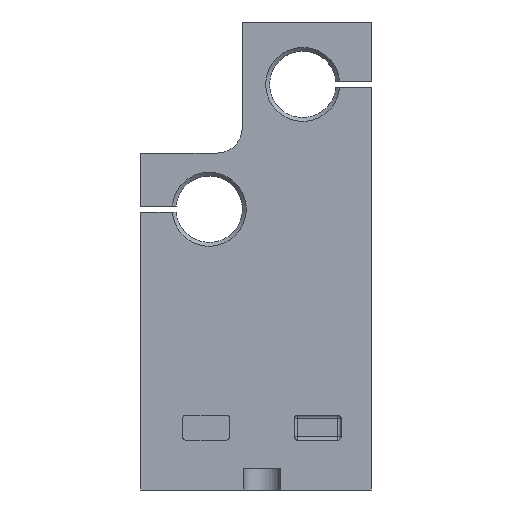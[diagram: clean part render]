
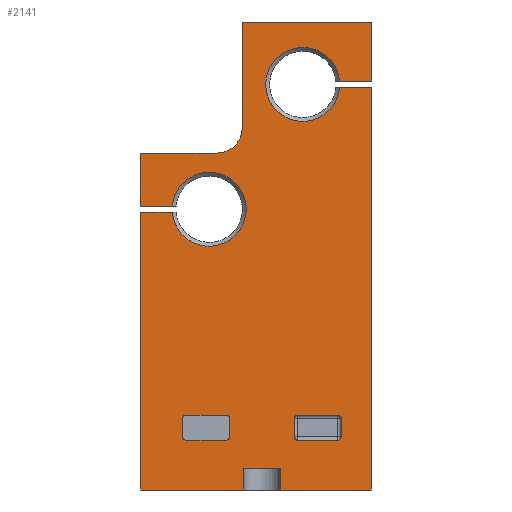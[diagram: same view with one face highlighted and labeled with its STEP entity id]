
A CAD part, front view. The second image highlights one B-rep face of the part: STEP entity #2141.
In plain terms, the highlighted planar face has unit normal (0, -1, 0).
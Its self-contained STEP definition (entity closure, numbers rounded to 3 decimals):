
#89=CIRCLE('',#2242,0.5);
#90=CIRCLE('',#2243,0.5);
#91=CIRCLE('',#2244,0.5);
#92=CIRCLE('',#2245,0.5);
#93=CIRCLE('',#2246,0.5);
#94=CIRCLE('',#2247,0.5);
#95=CIRCLE('',#2248,0.5);
#96=CIRCLE('',#2249,0.5);
#97=CIRCLE('',#2250,5.925);
#98=CIRCLE('',#2251,5.925);
#99=CIRCLE('',#2252,4.);
#175=ORIENTED_EDGE('',*,*,#597,.F.);
#176=ORIENTED_EDGE('',*,*,#598,.T.);
#177=ORIENTED_EDGE('',*,*,#599,.F.);
#178=ORIENTED_EDGE('',*,*,#600,.T.);
#179=ORIENTED_EDGE('',*,*,#601,.F.);
#180=ORIENTED_EDGE('',*,*,#602,.T.);
#181=ORIENTED_EDGE('',*,*,#603,.F.);
#182=ORIENTED_EDGE('',*,*,#604,.T.);
#183=ORIENTED_EDGE('',*,*,#605,.T.);
#184=ORIENTED_EDGE('',*,*,#606,.T.);
#185=ORIENTED_EDGE('',*,*,#607,.T.);
#186=ORIENTED_EDGE('',*,*,#608,.T.);
#187=ORIENTED_EDGE('',*,*,#609,.T.);
#188=ORIENTED_EDGE('',*,*,#610,.T.);
#189=ORIENTED_EDGE('',*,*,#611,.T.);
#190=ORIENTED_EDGE('',*,*,#612,.T.);
#191=ORIENTED_EDGE('',*,*,#613,.F.);
#192=ORIENTED_EDGE('',*,*,#614,.T.);
#193=ORIENTED_EDGE('',*,*,#615,.T.);
#194=ORIENTED_EDGE('',*,*,#616,.T.);
#195=ORIENTED_EDGE('',*,*,#617,.T.);
#196=ORIENTED_EDGE('',*,*,#618,.F.);
#197=ORIENTED_EDGE('',*,*,#619,.F.);
#198=ORIENTED_EDGE('',*,*,#620,.T.);
#199=ORIENTED_EDGE('',*,*,#621,.T.);
#200=ORIENTED_EDGE('',*,*,#622,.T.);
#201=ORIENTED_EDGE('',*,*,#623,.F.);
#202=ORIENTED_EDGE('',*,*,#624,.T.);
#203=ORIENTED_EDGE('',*,*,#625,.T.);
#204=ORIENTED_EDGE('',*,*,#626,.T.);
#205=ORIENTED_EDGE('',*,*,#627,.T.);
#206=ORIENTED_EDGE('',*,*,#628,.F.);
#207=ORIENTED_EDGE('',*,*,#629,.T.);
#208=ORIENTED_EDGE('',*,*,#630,.T.);
#209=ORIENTED_EDGE('',*,*,#631,.T.);
#597=EDGE_CURVE('',#808,#809,#947,.T.);
#598=EDGE_CURVE('',#808,#810,#89,.F.);
#599=EDGE_CURVE('',#811,#810,#948,.T.);
#600=EDGE_CURVE('',#811,#812,#90,.F.);
#601=EDGE_CURVE('',#813,#812,#949,.T.);
#602=EDGE_CURVE('',#813,#814,#91,.F.);
#603=EDGE_CURVE('',#815,#814,#950,.T.);
#604=EDGE_CURVE('',#815,#809,#92,.F.);
#605=EDGE_CURVE('',#816,#817,#951,.T.);
#606=EDGE_CURVE('',#817,#818,#93,.F.);
#607=EDGE_CURVE('',#818,#819,#952,.T.);
#608=EDGE_CURVE('',#819,#820,#94,.F.);
#609=EDGE_CURVE('',#820,#821,#953,.T.);
#610=EDGE_CURVE('',#821,#822,#95,.F.);
#611=EDGE_CURVE('',#822,#823,#954,.T.);
#612=EDGE_CURVE('',#823,#816,#96,.F.);
#613=EDGE_CURVE('',#824,#825,#955,.T.);
#614=EDGE_CURVE('',#824,#826,#97,.F.);
#615=EDGE_CURVE('',#826,#827,#956,.T.);
#616=EDGE_CURVE('',#827,#828,#957,.T.);
#617=EDGE_CURVE('',#828,#829,#958,.T.);
#618=EDGE_CURVE('',#830,#829,#959,.T.);
#619=EDGE_CURVE('',#831,#830,#960,.T.);
#620=EDGE_CURVE('',#831,#832,#961,.T.);
#621=EDGE_CURVE('',#832,#833,#962,.T.);
#622=EDGE_CURVE('',#833,#834,#963,.T.);
#623=EDGE_CURVE('',#835,#834,#964,.T.);
#624=EDGE_CURVE('',#835,#836,#98,.F.);
#625=EDGE_CURVE('',#836,#837,#965,.T.);
#626=EDGE_CURVE('',#837,#838,#966,.T.);
#627=EDGE_CURVE('',#838,#839,#967,.T.);
#628=EDGE_CURVE('',#840,#839,#968,.T.);
#629=EDGE_CURVE('',#840,#841,#99,.F.);
#630=EDGE_CURVE('',#841,#842,#969,.T.);
#631=EDGE_CURVE('',#842,#825,#970,.T.);
#808=VERTEX_POINT('',#2909);
#809=VERTEX_POINT('',#2910);
#810=VERTEX_POINT('',#2912);
#811=VERTEX_POINT('',#2914);
#812=VERTEX_POINT('',#2916);
#813=VERTEX_POINT('',#2918);
#814=VERTEX_POINT('',#2920);
#815=VERTEX_POINT('',#2922);
#816=VERTEX_POINT('',#2925);
#817=VERTEX_POINT('',#2926);
#818=VERTEX_POINT('',#2928);
#819=VERTEX_POINT('',#2930);
#820=VERTEX_POINT('',#2932);
#821=VERTEX_POINT('',#2934);
#822=VERTEX_POINT('',#2936);
#823=VERTEX_POINT('',#2938);
#824=VERTEX_POINT('',#2941);
#825=VERTEX_POINT('',#2942);
#826=VERTEX_POINT('',#2944);
#827=VERTEX_POINT('',#2946);
#828=VERTEX_POINT('',#2948);
#829=VERTEX_POINT('',#2950);
#830=VERTEX_POINT('',#2952);
#831=VERTEX_POINT('',#2954);
#832=VERTEX_POINT('',#2956);
#833=VERTEX_POINT('',#2958);
#834=VERTEX_POINT('',#2960);
#835=VERTEX_POINT('',#2962);
#836=VERTEX_POINT('',#2964);
#837=VERTEX_POINT('',#2966);
#838=VERTEX_POINT('',#2968);
#839=VERTEX_POINT('',#2970);
#840=VERTEX_POINT('',#2972);
#841=VERTEX_POINT('',#2974);
#842=VERTEX_POINT('',#2976);
#947=LINE('',#2908,#1067);
#948=LINE('',#2913,#1068);
#949=LINE('',#2917,#1069);
#950=LINE('',#2921,#1070);
#951=LINE('',#2924,#1071);
#952=LINE('',#2929,#1072);
#953=LINE('',#2933,#1073);
#954=LINE('',#2937,#1074);
#955=LINE('',#2940,#1075);
#956=LINE('',#2945,#1076);
#957=LINE('',#2947,#1077);
#958=LINE('',#2949,#1078);
#959=LINE('',#2951,#1079);
#960=LINE('',#2953,#1080);
#961=LINE('',#2955,#1081);
#962=LINE('',#2957,#1082);
#963=LINE('',#2959,#1083);
#964=LINE('',#2961,#1084);
#965=LINE('',#2965,#1085);
#966=LINE('',#2967,#1086);
#967=LINE('',#2969,#1087);
#968=LINE('',#2971,#1088);
#969=LINE('',#2975,#1089);
#970=LINE('',#2977,#1090);
#1067=VECTOR('',#2426,1000.);
#1068=VECTOR('',#2429,1000.);
#1069=VECTOR('',#2432,1000.);
#1070=VECTOR('',#2435,1000.);
#1071=VECTOR('',#2438,1000.);
#1072=VECTOR('',#2441,1000.);
#1073=VECTOR('',#2444,1000.);
#1074=VECTOR('',#2447,1000.);
#1075=VECTOR('',#2450,1000.);
#1076=VECTOR('',#2453,1000.);
#1077=VECTOR('',#2454,1000.);
#1078=VECTOR('',#2455,1000.);
#1079=VECTOR('',#2456,1000.);
#1080=VECTOR('',#2457,1000.);
#1081=VECTOR('',#2458,1000.);
#1082=VECTOR('',#2459,1000.);
#1083=VECTOR('',#2460,1000.);
#1084=VECTOR('',#2461,1000.);
#1085=VECTOR('',#2464,1000.);
#1086=VECTOR('',#2465,1000.);
#1087=VECTOR('',#2466,1000.);
#1088=VECTOR('',#2467,1000.);
#1089=VECTOR('',#2470,1000.);
#1090=VECTOR('',#2471,1000.);
#1187=EDGE_LOOP('',(#175,#176,#177,#178,#179,#180,#181,#182));
#1188=EDGE_LOOP('',(#183,#184,#185,#186,#187,#188,#189,#190));
#1189=EDGE_LOOP('',(#191,#192,#193,#194,#195,#196,#197,#198,#199,#200,#201,
#202,#203,#204,#205,#206,#207,#208,#209));
#1311=FACE_BOUND('',#1187,.T.);
#1312=FACE_BOUND('',#1188,.T.);
#1313=FACE_BOUND('',#1189,.T.);
#1439=PLANE('',#2241);
#2141=ADVANCED_FACE('',(#1311,#1312,#1313),#1439,.T.);
#2241=AXIS2_PLACEMENT_3D('',#2907,#2424,#2425);
#2242=AXIS2_PLACEMENT_3D('',#2911,#2427,#2428);
#2243=AXIS2_PLACEMENT_3D('',#2915,#2430,#2431);
#2244=AXIS2_PLACEMENT_3D('',#2919,#2433,#2434);
#2245=AXIS2_PLACEMENT_3D('',#2923,#2436,#2437);
#2246=AXIS2_PLACEMENT_3D('',#2927,#2439,#2440);
#2247=AXIS2_PLACEMENT_3D('',#2931,#2442,#2443);
#2248=AXIS2_PLACEMENT_3D('',#2935,#2445,#2446);
#2249=AXIS2_PLACEMENT_3D('',#2939,#2448,#2449);
#2250=AXIS2_PLACEMENT_3D('',#2943,#2451,#2452);
#2251=AXIS2_PLACEMENT_3D('',#2963,#2462,#2463);
#2252=AXIS2_PLACEMENT_3D('',#2973,#2468,#2469);
#2424=DIRECTION('',(0.,-1.,0.));
#2425=DIRECTION('',(0.,0.,-1.));
#2426=DIRECTION('',(0.,0.,1.));
#2427=DIRECTION('',(0.,-1.,0.));
#2428=DIRECTION('',(0.,0.,-1.));
#2429=DIRECTION('',(1.,0.,0.));
#2430=DIRECTION('',(0.,-1.,0.));
#2431=DIRECTION('',(0.,0.,-1.));
#2432=DIRECTION('',(0.,0.,-1.));
#2433=DIRECTION('',(0.,-1.,0.));
#2434=DIRECTION('',(0.,0.,-1.));
#2435=DIRECTION('',(-1.,0.,0.));
#2436=DIRECTION('',(0.,-1.,0.));
#2437=DIRECTION('',(0.,0.,-1.));
#2438=DIRECTION('',(0.,0.,1.));
#2439=DIRECTION('',(0.,-1.,0.));
#2440=DIRECTION('',(0.,0.,-1.));
#2441=DIRECTION('',(1.,0.,0.));
#2442=DIRECTION('',(0.,-1.,0.));
#2443=DIRECTION('',(0.,0.,-1.));
#2444=DIRECTION('',(0.,0.,-1.));
#2445=DIRECTION('',(0.,-1.,0.));
#2446=DIRECTION('',(0.,0.,-1.));
#2447=DIRECTION('',(-1.,0.,0.));
#2448=DIRECTION('',(0.,-1.,0.));
#2449=DIRECTION('',(0.,0.,-1.));
#2450=DIRECTION('',(-1.,0.,0.));
#2451=DIRECTION('',(0.,-1.,0.));
#2452=DIRECTION('',(0.,0.,-1.));
#2453=DIRECTION('',(-1.,0.,0.));
#2454=DIRECTION('',(0.,0.,-1.));
#2455=DIRECTION('',(1.,0.,0.));
#2456=DIRECTION('',(0.,0.,-1.));
#2457=DIRECTION('',(-1.,0.,0.));
#2458=DIRECTION('',(0.,0.,-1.));
#2459=DIRECTION('',(1.,0.,0.));
#2460=DIRECTION('',(0.,0.,1.));
#2461=DIRECTION('',(1.,0.,0.));
#2462=DIRECTION('',(0.,-1.,0.));
#2463=DIRECTION('',(0.,0.,-1.));
#2464=DIRECTION('',(1.,0.,0.));
#2465=DIRECTION('',(0.,0.,1.));
#2466=DIRECTION('',(-1.,0.,0.));
#2467=DIRECTION('',(0.,0.,1.));
#2468=DIRECTION('',(0.,-1.,0.));
#2469=DIRECTION('',(0.,0.,-1.));
#2470=DIRECTION('',(-1.,0.,0.));
#2471=DIRECTION('',(0.,0.,-1.));
#2907=CARTESIAN_POINT('',(0.,-11.,0.));
#2908=CARTESIAN_POINT('',(12.637,-11.,-17.));
#2909=CARTESIAN_POINT('',(12.637,-11.,-41.5));
#2910=CARTESIAN_POINT('',(12.637,-11.,-38.5));
#2911=CARTESIAN_POINT('',(12.137,-11.,-41.5));
#2912=CARTESIAN_POINT('',(12.137,-11.,-42.));
#2913=CARTESIAN_POINT('',(5.137,-11.,-42.));
#2914=CARTESIAN_POINT('',(5.637,-11.,-42.));
#2915=CARTESIAN_POINT('',(5.637,-11.,-41.5));
#2916=CARTESIAN_POINT('',(5.137,-11.,-41.5));
#2917=CARTESIAN_POINT('',(5.137,-11.,-13.));
#2918=CARTESIAN_POINT('',(5.137,-11.,-38.5));
#2919=CARTESIAN_POINT('',(5.637,-11.,-38.5));
#2920=CARTESIAN_POINT('',(5.637,-11.,-38.));
#2921=CARTESIAN_POINT('',(12.637,-11.,-38.));
#2922=CARTESIAN_POINT('',(12.137,-11.,-38.));
#2923=CARTESIAN_POINT('',(12.137,-11.,-38.5));
#2924=CARTESIAN_POINT('',(-12.75,-11.,-17.));
#2925=CARTESIAN_POINT('',(-12.75,-11.,-41.5));
#2926=CARTESIAN_POINT('',(-12.75,-11.,-38.5));
#2927=CARTESIAN_POINT('',(-12.25,-11.,-38.5));
#2928=CARTESIAN_POINT('',(-12.25,-11.,-38.));
#2929=CARTESIAN_POINT('',(-12.75,-11.,-38.));
#2930=CARTESIAN_POINT('',(-5.75,-11.,-38.));
#2931=CARTESIAN_POINT('',(-5.75,-11.,-38.5));
#2932=CARTESIAN_POINT('',(-5.25,-11.,-38.5));
#2933=CARTESIAN_POINT('',(-5.25,-11.,-13.));
#2934=CARTESIAN_POINT('',(-5.25,-11.,-41.5));
#2935=CARTESIAN_POINT('',(-5.75,-11.,-41.5));
#2936=CARTESIAN_POINT('',(-5.75,-11.,-42.));
#2937=CARTESIAN_POINT('',(-9.,-11.,-42.));
#2938=CARTESIAN_POINT('',(-12.25,-11.,-42.));
#2939=CARTESIAN_POINT('',(-12.25,-11.,-41.5));
#2940=CARTESIAN_POINT('',(-9.687,-11.,-4.5));
#2941=CARTESIAN_POINT('',(-14.404,-11.,-4.5));
#2942=CARTESIAN_POINT('',(-19.5,-11.,-4.5));
#2943=CARTESIAN_POINT('',(-8.5,-11.,-5.));
#2944=CARTESIAN_POINT('',(-14.404,-11.,-5.5));
#2945=CARTESIAN_POINT('',(-9.687,-11.,-5.5));
#2946=CARTESIAN_POINT('',(-19.5,-11.,-5.5));
#2947=CARTESIAN_POINT('',(-19.5,-11.,22.5));
#2948=CARTESIAN_POINT('',(-19.5,-11.,-50.));
#2949=CARTESIAN_POINT('',(-17.5,-11.,-50.));
#2950=CARTESIAN_POINT('',(-3.,-11.,-50.));
#2951=CARTESIAN_POINT('',(-3.,-11.,-23.25));
#2952=CARTESIAN_POINT('',(-3.,-11.,-46.5));
#2953=CARTESIAN_POINT('',(0.,-11.,-46.5));
#2954=CARTESIAN_POINT('',(3.,-11.,-46.5));
#2955=CARTESIAN_POINT('',(3.,-11.,-23.25));
#2956=CARTESIAN_POINT('',(3.,-11.,-50.));
#2957=CARTESIAN_POINT('',(-17.5,-11.,-50.));
#2958=CARTESIAN_POINT('',(17.5,-11.,-50.));
#2959=CARTESIAN_POINT('',(17.5,-11.,-22.5));
#2960=CARTESIAN_POINT('',(17.5,-11.,14.5));
#2961=CARTESIAN_POINT('',(7.539,-11.,14.5));
#2962=CARTESIAN_POINT('',(12.404,-11.,14.5));
#2963=CARTESIAN_POINT('',(6.5,-11.,15.));
#2964=CARTESIAN_POINT('',(12.404,-11.,15.5));
#2965=CARTESIAN_POINT('',(7.539,-11.,15.5));
#2966=CARTESIAN_POINT('',(17.5,-11.,15.5));
#2967=CARTESIAN_POINT('',(17.5,-11.,-22.5));
#2968=CARTESIAN_POINT('',(17.5,-11.,25.));
#2969=CARTESIAN_POINT('',(17.5,-11.,25.));
#2970=CARTESIAN_POINT('',(-3.221,-11.,25.));
#2971=CARTESIAN_POINT('',(-3.221,-11.,10.));
#2972=CARTESIAN_POINT('',(-3.221,-11.,8.));
#2973=CARTESIAN_POINT('',(-7.221,-11.,8.));
#2974=CARTESIAN_POINT('',(-7.221,-11.,4.));
#2975=CARTESIAN_POINT('',(0.,-11.,4.));
#2976=CARTESIAN_POINT('',(-19.5,-11.,4.));
#2977=CARTESIAN_POINT('',(-19.5,-11.,22.5));
